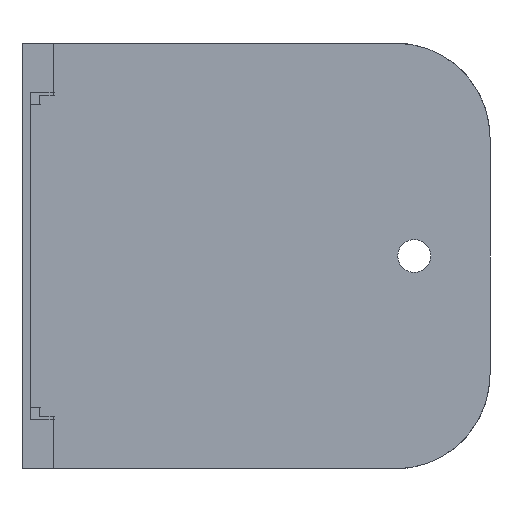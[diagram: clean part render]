
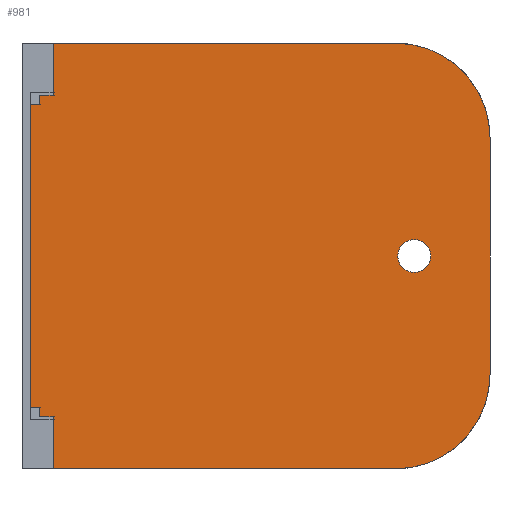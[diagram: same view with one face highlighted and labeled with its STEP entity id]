
A CAD part, front view. The second image highlights one B-rep face of the part: STEP entity #981.
In plain terms, the highlighted planar face has unit normal (0, -1, 0).
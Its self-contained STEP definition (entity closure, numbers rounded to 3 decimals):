
#34 = CARTESIAN_POINT ( 'NONE',  ( 0., 0., -32. ) ) ;
#44 = VECTOR ( 'NONE', #3078, 1000. ) ;
#53 = CARTESIAN_POINT ( 'NONE',  ( 0., 0., 45. ) ) ;
#82 = ORIENTED_EDGE ( 'NONE', *, *, #1122, .T. ) ;
#119 = EDGE_CURVE ( 'NONE', #2054, #1946, #1795, .T. ) ;
#145 = VERTEX_POINT ( 'NONE', #2334 ) ;
#148 = VECTOR ( 'NONE', #335, 1000. ) ;
#167 = CARTESIAN_POINT ( 'NONE',  ( 4.808, 0., 32. ) ) ;
#171 = VERTEX_POINT ( 'NONE', #1328 ) ;
#207 = CIRCLE ( 'NONE', #3239, 20. ) ;
#248 = CARTESIAN_POINT ( 'NONE',  ( 7.637, 0., -45. ) ) ;
#258 = VECTOR ( 'NONE', #1627, 1000. ) ;
#265 = EDGE_CURVE ( 'NONE', #1355, #2128, #2160, .T. ) ;
#298 = EDGE_LOOP ( 'NONE', ( #82, #1127 ) ) ;
#310 = VECTOR ( 'NONE', #312, 1000. ) ;
#312 = DIRECTION ( 'NONE',  ( 0., 0., -1. ) ) ;
#335 = DIRECTION ( 'NONE',  ( 0., 0., -1. ) ) ;
#344 = ORIENTED_EDGE ( 'NONE', *, *, #979, .F. ) ;
#384 = VERTEX_POINT ( 'NONE', #977 ) ;
#513 = LINE ( 'NONE', #1051, #44 ) ;
#541 = VERTEX_POINT ( 'NONE', #3037 ) ;
#664 = CARTESIAN_POINT ( 'NONE',  ( 0., 0., -45. ) ) ;
#688 = CARTESIAN_POINT ( 'NONE',  ( 84., 0., 0. ) ) ;
#701 = DIRECTION ( 'NONE',  ( 0., 0., 1. ) ) ;
#732 = CARTESIAN_POINT ( 'NONE',  ( 84., 0., 3.5 ) ) ;
#758 = PLANE ( 'NONE',  #3070 ) ;
#761 = EDGE_CURVE ( 'NONE', #1836, #541, #2344, .T. ) ;
#770 = CARTESIAN_POINT ( 'NONE',  ( 80., 0., 25. ) ) ;
#800 = DIRECTION ( 'NONE',  ( 0., 0., -1. ) ) ;
#840 = VECTOR ( 'NONE', #1153, 1000. ) ;
#848 = LINE ( 'NONE', #2044, #1481 ) ;
#900 = VECTOR ( 'NONE', #1071, 1000. ) ;
#914 = ORIENTED_EDGE ( 'NONE', *, *, #1023, .T. ) ;
#923 = LINE ( 'NONE', #1534, #3225 ) ;
#965 = CARTESIAN_POINT ( 'NONE',  ( 0., 0., -34. ) ) ;
#977 = CARTESIAN_POINT ( 'NONE',  ( 7.637, 0., -34. ) ) ;
#979 = EDGE_CURVE ( 'NONE', #1544, #2058, #2310, .T. ) ;
#980 = CARTESIAN_POINT ( 'NONE',  ( 100., 0., 25. ) ) ;
#981 = ADVANCED_FACE ( 'NONE', ( #2548, #2822 ), #758, .T. ) ;
#992 = ORIENTED_EDGE ( 'NONE', *, *, #2396, .F. ) ;
#1001 = VERTEX_POINT ( 'NONE', #3045 ) ;
#1017 = LINE ( 'NONE', #965, #3125 ) ;
#1023 = EDGE_CURVE ( 'NONE', #2898, #171, #207, .T. ) ;
#1039 = EDGE_CURVE ( 'NONE', #1544, #145, #513, .T. ) ;
#1051 = CARTESIAN_POINT ( 'NONE',  ( 4.808, 0., 45. ) ) ;
#1071 = DIRECTION ( 'NONE',  ( -1., 0., 0. ) ) ;
#1079 = EDGE_CURVE ( 'NONE', #171, #2587, #2326, .T. ) ;
#1080 = CARTESIAN_POINT ( 'NONE',  ( 7.637, 0., 45. ) ) ;
#1098 = ORIENTED_EDGE ( 'NONE', *, *, #2835, .T. ) ;
#1122 = EDGE_CURVE ( 'NONE', #1001, #1133, #2806, .T. ) ;
#1127 = ORIENTED_EDGE ( 'NONE', *, *, #1344, .T. ) ;
#1133 = VERTEX_POINT ( 'NONE', #732 ) ;
#1153 = DIRECTION ( 'NONE',  ( -1., 0., 0. ) ) ;
#1218 = VECTOR ( 'NONE', #2809, 1000. ) ;
#1224 = CARTESIAN_POINT ( 'NONE',  ( 2.828, 0., 32. ) ) ;
#1240 = ORIENTED_EDGE ( 'NONE', *, *, #2368, .T. ) ;
#1314 = CARTESIAN_POINT ( 'NONE',  ( 0., 0., 45. ) ) ;
#1328 = CARTESIAN_POINT ( 'NONE',  ( 80., 0., 45. ) ) ;
#1344 = EDGE_CURVE ( 'NONE', #1133, #1001, #2017, .T. ) ;
#1355 = VERTEX_POINT ( 'NONE', #167 ) ;
#1379 = ORIENTED_EDGE ( 'NONE', *, *, #1753, .T. ) ;
#1454 = CARTESIAN_POINT ( 'NONE',  ( 2.828, 0., -32. ) ) ;
#1481 = VECTOR ( 'NONE', #800, 1000. ) ;
#1514 = CARTESIAN_POINT ( 'NONE',  ( 84., 0., 0. ) ) ;
#1534 = CARTESIAN_POINT ( 'NONE',  ( 4.808, 0., 45. ) ) ;
#1544 = VERTEX_POINT ( 'NONE', #3014 ) ;
#1549 = DIRECTION ( 'NONE',  ( 1., 0., 0. ) ) ;
#1572 = CARTESIAN_POINT ( 'NONE',  ( 7.637, 0., 45. ) ) ;
#1627 = DIRECTION ( 'NONE',  ( -1., 0., 0. ) ) ;
#1660 = EDGE_LOOP ( 'NONE', ( #1891, #2389, #1240, #344, #2181, #1098, #1379, #992, #3171, #3043, #914, #2739, #3059, #3089 ) ) ;
#1683 = EDGE_CURVE ( 'NONE', #2898, #1946, #848, .T. ) ;
#1723 = DIRECTION ( 'NONE',  ( 0., 0., -1. ) ) ;
#1753 = EDGE_CURVE ( 'NONE', #384, #2442, #2235, .T. ) ;
#1795 = CIRCLE ( 'NONE', #3223, 20. ) ;
#1819 = CARTESIAN_POINT ( 'NONE',  ( 80., 0., -25. ) ) ;
#1836 = VERTEX_POINT ( 'NONE', #2450 ) ;
#1891 = ORIENTED_EDGE ( 'NONE', *, *, #2087, .T. ) ;
#1946 = VERTEX_POINT ( 'NONE', #2174 ) ;
#2017 = CIRCLE ( 'NONE', #2687, 3.5 ) ;
#2044 = CARTESIAN_POINT ( 'NONE',  ( 100., 0., 45. ) ) ;
#2052 = DIRECTION ( 'NONE',  ( 0., -1., 0. ) ) ;
#2054 = VERTEX_POINT ( 'NONE', #3193 ) ;
#2058 = VERTEX_POINT ( 'NONE', #1454 ) ;
#2059 = VECTOR ( 'NONE', #2927, 1000. ) ;
#2087 = EDGE_CURVE ( 'NONE', #541, #1355, #923, .T. ) ;
#2128 = VERTEX_POINT ( 'NONE', #1224 ) ;
#2160 = LINE ( 'NONE', #2363, #840 ) ;
#2174 = CARTESIAN_POINT ( 'NONE',  ( 100., 0., -25. ) ) ;
#2181 = ORIENTED_EDGE ( 'NONE', *, *, #1039, .T. ) ;
#2218 = CARTESIAN_POINT ( 'NONE',  ( 7.637, 0., 45. ) ) ;
#2235 = LINE ( 'NONE', #2218, #2372 ) ;
#2255 = DIRECTION ( 'NONE',  ( 0., 1., 0. ) ) ;
#2310 = LINE ( 'NONE', #34, #1218 ) ;
#2326 = LINE ( 'NONE', #53, #900 ) ;
#2334 = CARTESIAN_POINT ( 'NONE',  ( 4.808, 0., -34. ) ) ;
#2344 = LINE ( 'NONE', #2379, #2059 ) ;
#2363 = CARTESIAN_POINT ( 'NONE',  ( 0., 0., 32. ) ) ;
#2368 = EDGE_CURVE ( 'NONE', #2128, #2058, #3106, .T. ) ;
#2372 = VECTOR ( 'NONE', #1723, 1000. ) ;
#2379 = CARTESIAN_POINT ( 'NONE',  ( 0., 0., 34. ) ) ;
#2389 = ORIENTED_EDGE ( 'NONE', *, *, #265, .T. ) ;
#2396 = EDGE_CURVE ( 'NONE', #2054, #2442, #3202, .T. ) ;
#2442 = VERTEX_POINT ( 'NONE', #248 ) ;
#2450 = CARTESIAN_POINT ( 'NONE',  ( 7.637, 0., 34. ) ) ;
#2548 = FACE_OUTER_BOUND ( 'NONE', #1660, .T. ) ;
#2551 = DIRECTION ( 'NONE',  ( 0., 0., -1. ) ) ;
#2563 = DIRECTION ( 'NONE',  ( 0., -1., 0. ) ) ;
#2585 = LINE ( 'NONE', #1572, #310 ) ;
#2587 = VERTEX_POINT ( 'NONE', #1080 ) ;
#2619 = EDGE_CURVE ( 'NONE', #2587, #1836, #2585, .T. ) ;
#2644 = DIRECTION ( 'NONE',  ( 0., 0., 1. ) ) ;
#2687 = AXIS2_PLACEMENT_3D ( 'NONE', #688, #3206, #2644 ) ;
#2739 = ORIENTED_EDGE ( 'NONE', *, *, #1079, .T. ) ;
#2806 = CIRCLE ( 'NONE', #3126, 3.5 ) ;
#2809 = DIRECTION ( 'NONE',  ( -1., 0., 0. ) ) ;
#2822 = FACE_BOUND ( 'NONE', #298, .T. ) ;
#2835 = EDGE_CURVE ( 'NONE', #145, #384, #1017, .T. ) ;
#2853 = CARTESIAN_POINT ( 'NONE',  ( 2.828, 0., 32. ) ) ;
#2898 = VERTEX_POINT ( 'NONE', #980 ) ;
#2927 = DIRECTION ( 'NONE',  ( -1., 0., 0. ) ) ;
#2991 = DIRECTION ( 'NONE',  ( 1., 0., 0. ) ) ;
#3014 = CARTESIAN_POINT ( 'NONE',  ( 4.808, 0., -32. ) ) ;
#3034 = DIRECTION ( 'NONE',  ( 0., -1., 0. ) ) ;
#3037 = CARTESIAN_POINT ( 'NONE',  ( 4.808, 0., 34. ) ) ;
#3043 = ORIENTED_EDGE ( 'NONE', *, *, #1683, .F. ) ;
#3045 = CARTESIAN_POINT ( 'NONE',  ( 84., 0., -3.5 ) ) ;
#3059 = ORIENTED_EDGE ( 'NONE', *, *, #2619, .T. ) ;
#3060 = DIRECTION ( 'NONE',  ( 1., 0., 0. ) ) ;
#3070 = AXIS2_PLACEMENT_3D ( 'NONE', #1314, #3034, #1549 ) ;
#3078 = DIRECTION ( 'NONE',  ( 0., 0., -1. ) ) ;
#3084 = DIRECTION ( 'NONE',  ( 1., 0., 0. ) ) ;
#3089 = ORIENTED_EDGE ( 'NONE', *, *, #761, .T. ) ;
#3106 = LINE ( 'NONE', #2853, #148 ) ;
#3125 = VECTOR ( 'NONE', #2991, 1000. ) ;
#3126 = AXIS2_PLACEMENT_3D ( 'NONE', #1514, #2255, #701 ) ;
#3171 = ORIENTED_EDGE ( 'NONE', *, *, #119, .T. ) ;
#3193 = CARTESIAN_POINT ( 'NONE',  ( 80., 0., -45. ) ) ;
#3202 = LINE ( 'NONE', #664, #258 ) ;
#3206 = DIRECTION ( 'NONE',  ( 0., 1., 0. ) ) ;
#3223 = AXIS2_PLACEMENT_3D ( 'NONE', #1819, #2052, #3084 ) ;
#3225 = VECTOR ( 'NONE', #2551, 1000. ) ;
#3239 = AXIS2_PLACEMENT_3D ( 'NONE', #770, #2563, #3060 ) ;
